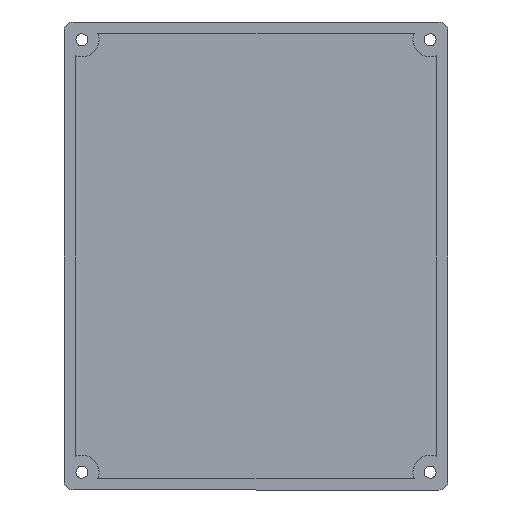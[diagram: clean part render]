
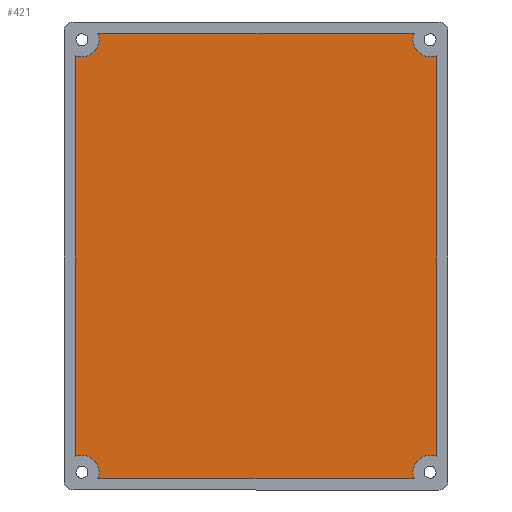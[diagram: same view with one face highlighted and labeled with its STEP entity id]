
A CAD part, front view. The second image highlights one B-rep face of the part: STEP entity #421.
In plain terms, the highlighted planar face has unit normal (0, -1, 0).
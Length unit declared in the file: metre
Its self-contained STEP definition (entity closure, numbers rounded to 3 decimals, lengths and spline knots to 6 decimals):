
#32=CIRCLE('',#478,0.003853);
#33=CIRCLE('',#479,0.003853);
#34=CIRCLE('',#480,0.003853);
#35=CIRCLE('',#481,0.003853);
#136=ORIENTED_EDGE('',*,*,#201,.F.);
#137=ORIENTED_EDGE('',*,*,#212,.T.);
#138=ORIENTED_EDGE('',*,*,#205,.T.);
#139=ORIENTED_EDGE('',*,*,#213,.T.);
#140=ORIENTED_EDGE('',*,*,#208,.T.);
#141=ORIENTED_EDGE('',*,*,#214,.T.);
#142=ORIENTED_EDGE('',*,*,#210,.F.);
#143=ORIENTED_EDGE('',*,*,#215,.T.);
#201=EDGE_CURVE('',#248,#249,#277,.T.);
#205=EDGE_CURVE('',#250,#251,#281,.T.);
#208=EDGE_CURVE('',#252,#253,#284,.T.);
#210=EDGE_CURVE('',#254,#255,#286,.T.);
#212=EDGE_CURVE('',#248,#250,#32,.F.);
#213=EDGE_CURVE('',#251,#252,#33,.F.);
#214=EDGE_CURVE('',#253,#255,#34,.F.);
#215=EDGE_CURVE('',#254,#249,#35,.F.);
#248=VERTEX_POINT('',#703);
#249=VERTEX_POINT('',#705);
#250=VERTEX_POINT('',#709);
#251=VERTEX_POINT('',#711);
#252=VERTEX_POINT('',#715);
#253=VERTEX_POINT('',#717);
#254=VERTEX_POINT('',#721);
#255=VERTEX_POINT('',#723);
#277=LINE('',#704,#309);
#281=LINE('',#712,#313);
#284=LINE('',#718,#316);
#286=LINE('',#722,#318);
#309=VECTOR('',#579,1.);
#313=VECTOR('',#585,1.);
#316=VECTOR('',#590,1.);
#318=VECTOR('',#594,1.);
#351=EDGE_LOOP('',(#136,#137,#138,#139,#140,#141,#142,#143));
#387=FACE_BOUND('',#351,.T.);
#402=PLANE('',#477);
#421=ADVANCED_FACE('',(#387),#402,.T.);
#477=AXIS2_PLACEMENT_3D('',#725,#596,#597);
#478=AXIS2_PLACEMENT_3D('',#726,#598,#599);
#479=AXIS2_PLACEMENT_3D('',#727,#600,#601);
#480=AXIS2_PLACEMENT_3D('',#728,#602,#603);
#481=AXIS2_PLACEMENT_3D('',#729,#604,#605);
#579=DIRECTION('',(0.,0.,1.));
#585=DIRECTION('',(1.,0.,0.));
#590=DIRECTION('',(0.,0.,1.));
#594=DIRECTION('',(1.,0.,0.));
#596=DIRECTION('',(0.,-1.,0.));
#597=DIRECTION('',(1.,0.,0.));
#598=DIRECTION('',(0.,-1.,0.));
#599=DIRECTION('',(0.,0.,-1.));
#600=DIRECTION('',(0.,-1.,0.));
#601=DIRECTION('',(0.,0.,-1.));
#602=DIRECTION('',(0.,-1.,0.));
#603=DIRECTION('',(0.,0.,-1.));
#604=DIRECTION('',(0.,-1.,0.));
#605=DIRECTION('',(0.,0.,-1.));
#703=CARTESIAN_POINT('',(0.0025,-0.0025,0.007549));
#704=CARTESIAN_POINT('',(0.0025,-0.0025,0.052563));
#705=CARTESIAN_POINT('',(0.0025,-0.0025,0.097576));
#709=CARTESIAN_POINT('',(0.007549,-0.0025,0.0025));
#711=CARTESIAN_POINT('',(0.078651,-0.0025,0.0025));
#712=CARTESIAN_POINT('',(0.0431,-0.0025,0.0025));
#715=CARTESIAN_POINT('',(0.0837,-0.0025,0.007549));
#717=CARTESIAN_POINT('',(0.0837,-0.0025,0.097576));
#718=CARTESIAN_POINT('',(0.0837,-0.0025,0.052563));
#721=CARTESIAN_POINT('',(0.007549,-0.0025,0.102625));
#722=CARTESIAN_POINT('',(0.0431,-0.0025,0.102625));
#723=CARTESIAN_POINT('',(0.078651,-0.0025,0.102625));
#725=CARTESIAN_POINT('',(0.0431,-0.0025,0.052563));
#726=CARTESIAN_POINT('',(0.004,-0.0025,0.004));
#727=CARTESIAN_POINT('',(0.0822,-0.0025,0.004));
#728=CARTESIAN_POINT('',(0.0822,-0.0025,0.101125));
#729=CARTESIAN_POINT('',(0.004,-0.0025,0.101125));
